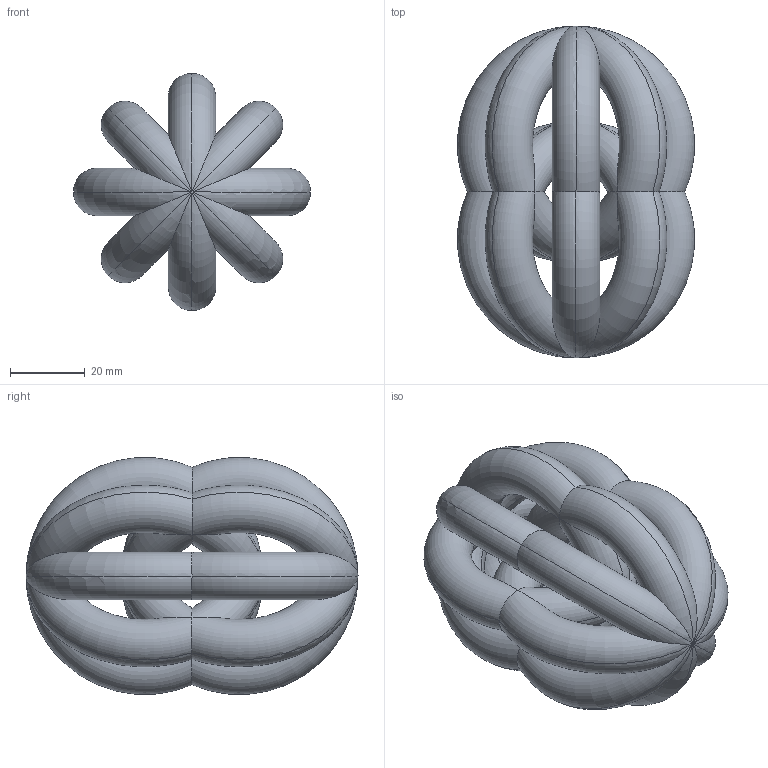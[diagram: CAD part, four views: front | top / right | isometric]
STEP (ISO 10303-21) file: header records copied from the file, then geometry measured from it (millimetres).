
FILE_DESCRIPTION( ( 'STEP AP203' ), '1' );
FILE_NAME( 'complex.stp', ' ', ( 'Siemens PLM Software, Inc.' ), ( 'Siemens PLM Software, Inc.' ), 'PSStep 17.0.34', 'FEMAP', ' ' );
FILE_SCHEMA( ( 'AUTOMOTIVE_DESIGN { 1 0 10303 214 1 1 1 1 }' ) );
Length unit declared in the file: metre
Products named in the file (1): 1
Bounding box: 63.38 x 88.9 x 63.38 mm (x, y, z)
Volume: 121856.2 mm3; surface area: 31779.7 mm2
Topology: 1 solids, 1 shells, 64 faces, 160 edges, 56 vertices
Faces by surface type: torus 64
Entity records: 5722 total; most frequent: CARTESIAN_POINT 3851, ORIENTED_EDGE 320, DIRECTION 258, EDGE_CURVE 160, AXIS2_PLACEMENT_3D 129, B_SPLINE_CURVE_WITH_KNOTS 96, STYLED_ITEM 64, PRESENTATION_STYLE_ASSIGNMENT 64
